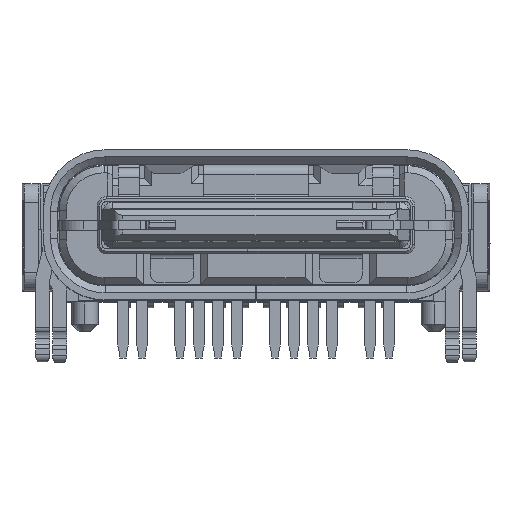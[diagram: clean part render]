
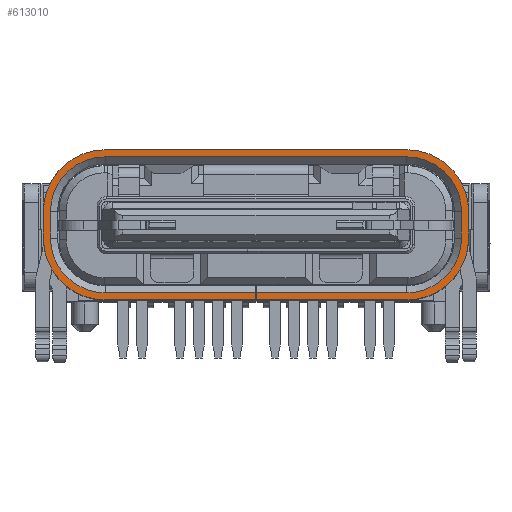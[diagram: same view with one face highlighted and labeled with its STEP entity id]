
A CAD part, top view. The second image highlights one B-rep face of the part: STEP entity #613010.
In plain terms, the highlighted face is planar.
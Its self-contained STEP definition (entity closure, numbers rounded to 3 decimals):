
#594100=CARTESIAN_POINT('',(-3.342,2.246,
-0.68));
#594110=VERTEX_POINT('',#594100);
#594140=CARTESIAN_POINT('',(3.008,2.246,
-0.68));
#594150=DIRECTION('',(-1.,0.,0.));
#594160=VECTOR('',#594150,6.35);
#594170=LINE('',#594140,#594160);
#594180=CARTESIAN_POINT('',(3.008,2.246,
-0.68));
#594190=VERTEX_POINT('',#594180);
#594200=EDGE_CURVE('',#594190,#594110,#594170,.T.);
#605410=CARTESIAN_POINT('',(-0.177,-0.914,
-0.68));
#605420=VERTEX_POINT('',#605410);
#605450=CARTESIAN_POINT('',(-0.177,-0.914,
-0.68));
#605460=DIRECTION('',(-1.,0.,0.));
#605470=VECTOR('',#605460,3.165);
#605480=LINE('',#605450,#605470);
#605490=CARTESIAN_POINT('',(-3.342,-0.914,
-0.68));
#605500=VERTEX_POINT('',#605490);
#605510=EDGE_CURVE('',#605420,#605500,#605480,.T.);
#607440=CARTESIAN_POINT('',(-0.177,-0.764,
-0.68));
#607450=VERTEX_POINT('',#607440);
#607480=CARTESIAN_POINT('',(-0.177,-7.624,
-0.68));
#607490=DIRECTION('',(0.,-1.,0.));
#607500=VECTOR('',#607490,1.);
#607510=LINE('',#607480,#607500);
#607520=EDGE_CURVE('',#607450,#605420,#607510,.T.);
#611380=CARTESIAN_POINT('',(3.008,-0.764,
-0.68));
#611390=VERTEX_POINT('',#611380);
#611420=CARTESIAN_POINT('',(3.008,0.386,
-0.68));
#611430=DIRECTION('',(0.,0.,-1.));
#611440=DIRECTION('',(1.,0.,0.));
#611450=AXIS2_PLACEMENT_3D('',#611420,#611430,#611440);
#611460=CIRCLE('',#611450,1.15);
#611470=CARTESIAN_POINT('',(4.158,0.386,
-0.68));
#611480=VERTEX_POINT('',#611470);
#611490=EDGE_CURVE('',#611480,#611390,#611460,.T.);
#611610=CARTESIAN_POINT('',(-0.167,0.666,
-0.68));
#611620=DIRECTION('',(0.,0.,-1.));
#611630=DIRECTION('',(1.,0.,0.));
#611640=AXIS2_PLACEMENT_3D('',#611610,#611620,#611630);
#611650=PLANE('',#611640);
#611660=CARTESIAN_POINT('',(3.008,0.386,
-0.68));
#611670=DIRECTION('',(0.,0.,1.));
#611680=DIRECTION('',(0.,-1.,0.));
#611690=AXIS2_PLACEMENT_3D('',#611660,#611670,#611680);
#611700=CIRCLE('',#611690,1.3);
#611710=CARTESIAN_POINT('',(3.008,-0.914,
-0.68));
#611720=VERTEX_POINT('',#611710);
#611730=CARTESIAN_POINT('',(4.308,0.386,
-0.68));
#611740=VERTEX_POINT('',#611730);
#611750=EDGE_CURVE('',#611720,#611740,#611700,.T.);
#611760=ORIENTED_EDGE('',*,*,#611750,.F.);
#611770=CARTESIAN_POINT('',(4.308,0.386,
-0.68));
#611780=DIRECTION('',(0.,1.,0.));
#611790=VECTOR('',#611780,0.56);
#611800=LINE('',#611770,#611790);
#611810=CARTESIAN_POINT('',(4.308,0.946,
-0.68));
#611820=VERTEX_POINT('',#611810);
#611830=EDGE_CURVE('',#611740,#611820,#611800,.T.);
#611840=ORIENTED_EDGE('',*,*,#611830,.F.);
#611850=CARTESIAN_POINT('',(3.008,0.946,
-0.68));
#611860=DIRECTION('',(0.,0.,1.));
#611870=DIRECTION('',(1.,0.,0.));
#611880=AXIS2_PLACEMENT_3D('',#611850,#611860,#611870);
#611890=CIRCLE('',#611880,1.3);
#611900=EDGE_CURVE('',#611820,#594190,#611890,.T.);
#611910=ORIENTED_EDGE('',*,*,#611900,.F.);
#611920=ORIENTED_EDGE('',*,*,#594200,.F.);
#611930=CARTESIAN_POINT('',(-3.342,0.946,
-0.68));
#611940=DIRECTION('',(0.,0.,1.));
#611950=DIRECTION('',(0.,1.,0.));
#611960=AXIS2_PLACEMENT_3D('',#611930,#611940,#611950);
#611970=CIRCLE('',#611960,1.3);
#611980=CARTESIAN_POINT('',(-4.642,0.946,
-0.68));
#611990=VERTEX_POINT('',#611980);
#612000=EDGE_CURVE('',#594110,#611990,#611970,.T.);
#612010=ORIENTED_EDGE('',*,*,#612000,.F.);
#612020=CARTESIAN_POINT('',(-4.642,0.386,
-0.68));
#612030=DIRECTION('',(0.,1.,0.));
#612040=VECTOR('',#612030,0.56);
#612050=LINE('',#612020,#612040);
#612060=CARTESIAN_POINT('',(-4.642,0.386,
-0.68));
#612070=VERTEX_POINT('',#612060);
#612080=EDGE_CURVE('',#612070,#611990,#612050,.T.);
#612090=ORIENTED_EDGE('',*,*,#612080,.T.);
#612100=CARTESIAN_POINT('',(-3.342,0.386,
-0.68));
#612110=DIRECTION('',(0.,0.,1.));
#612120=DIRECTION('',(-1.,0.,0.));
#612130=AXIS2_PLACEMENT_3D('',#612100,#612110,#612120);
#612140=CIRCLE('',#612130,1.3);
#612150=EDGE_CURVE('',#612070,#605500,#612140,.T.);
#612160=ORIENTED_EDGE('',*,*,#612150,.F.);
#612170=ORIENTED_EDGE('',*,*,#605510,.T.);
#612180=ORIENTED_EDGE('',*,*,#607520,.T.);
#612190=CARTESIAN_POINT('',(-3.342,-0.764,
-0.68));
#612200=DIRECTION('',(1.,0.,0.));
#612210=VECTOR('',#612200,3.165);
#612220=LINE('',#612190,#612210);
#612230=CARTESIAN_POINT('',(-3.342,-0.764,
-0.68));
#612240=VERTEX_POINT('',#612230);
#612250=EDGE_CURVE('',#612240,#607450,#612220,.T.);
#612260=ORIENTED_EDGE('',*,*,#612250,.T.);
#612270=CARTESIAN_POINT('',(-3.342,0.386,
-0.68));
#612280=DIRECTION('',(0.,0.,-1.));
#612290=DIRECTION('',(0.,-1.,0.));
#612300=AXIS2_PLACEMENT_3D('',#612270,#612280,#612290);
#612310=CIRCLE('',#612300,1.15);
#612320=CARTESIAN_POINT('',(-4.492,0.386,
-0.68));
#612330=VERTEX_POINT('',#612320);
#612340=EDGE_CURVE('',#612240,#612330,#612310,.T.);
#612350=ORIENTED_EDGE('',*,*,#612340,.F.);
#612360=CARTESIAN_POINT('',(-4.492,0.946,
-0.68));
#612370=DIRECTION('',(0.,-1.,0.));
#612380=VECTOR('',#612370,0.56);
#612390=LINE('',#612360,#612380);
#612400=CARTESIAN_POINT('',(-4.492,0.946,
-0.68));
#612410=VERTEX_POINT('',#612400);
#612420=EDGE_CURVE('',#612410,#612330,#612390,.T.);
#612430=ORIENTED_EDGE('',*,*,#612420,.T.);
#612440=CARTESIAN_POINT('',(-3.342,0.946,
-0.68));
#612450=DIRECTION('',(0.,0.,-1.));
#612460=DIRECTION('',(-1.,0.,0.));
#612470=AXIS2_PLACEMENT_3D('',#612440,#612450,#612460);
#612480=CIRCLE('',#612470,1.15);
#612490=CARTESIAN_POINT('',(-3.342,2.096,
-0.68));
#612500=VERTEX_POINT('',#612490);
#612510=EDGE_CURVE('',#612410,#612500,#612480,.T.);
#612520=ORIENTED_EDGE('',*,*,#612510,.F.);
#612530=CARTESIAN_POINT('',(3.008,2.096,
-0.68));
#612540=DIRECTION('',(-1.,0.,0.));
#612550=VECTOR('',#612540,6.35);
#612560=LINE('',#612530,#612550);
#612570=CARTESIAN_POINT('',(3.008,2.096,
-0.68));
#612580=VERTEX_POINT('',#612570);
#612590=EDGE_CURVE('',#612580,#612500,#612560,.T.);
#612600=ORIENTED_EDGE('',*,*,#612590,.T.);
#612610=CARTESIAN_POINT('',(3.008,0.946,
-0.68));
#612620=DIRECTION('',(0.,0.,-1.));
#612630=DIRECTION('',(0.,1.,0.));
#612640=AXIS2_PLACEMENT_3D('',#612610,#612620,#612630);
#612650=CIRCLE('',#612640,1.15);
#612660=CARTESIAN_POINT('',(4.158,0.946,
-0.68));
#612670=VERTEX_POINT('',#612660);
#612680=EDGE_CURVE('',#612580,#612670,#612650,.T.);
#612690=ORIENTED_EDGE('',*,*,#612680,.F.);
#612700=CARTESIAN_POINT('',(4.158,0.386,
-0.68));
#612710=DIRECTION('',(0.,1.,0.));
#612720=VECTOR('',#612710,0.56);
#612730=LINE('',#612700,#612720);
#612740=EDGE_CURVE('',#611480,#612670,#612730,.T.);
#612750=ORIENTED_EDGE('',*,*,#612740,.T.);
#612760=ORIENTED_EDGE('',*,*,#611490,.F.);
#612770=CARTESIAN_POINT('',(-0.157,-0.764,
-0.68));
#612780=DIRECTION('',(1.,0.,0.));
#612790=VECTOR('',#612780,3.165);
#612800=LINE('',#612770,#612790);
#612810=CARTESIAN_POINT('',(-0.157,-0.764,
-0.68));
#612820=VERTEX_POINT('',#612810);
#612830=EDGE_CURVE('',#612820,#611390,#612800,.T.);
#612840=ORIENTED_EDGE('',*,*,#612830,.T.);
#612850=CARTESIAN_POINT('',(-0.157,-7.624,
-0.68));
#612860=DIRECTION('',(0.,-1.,0.));
#612870=VECTOR('',#612860,1.);
#612880=LINE('',#612850,#612870);
#612890=CARTESIAN_POINT('',(-0.157,-0.914,
-0.68));
#612900=VERTEX_POINT('',#612890);
#612910=EDGE_CURVE('',#612820,#612900,#612880,.T.);
#612920=ORIENTED_EDGE('',*,*,#612910,.F.);
#612930=CARTESIAN_POINT('',(3.008,-0.914,
-0.68));
#612940=DIRECTION('',(-1.,0.,0.));
#612950=VECTOR('',#612940,3.165);
#612960=LINE('',#612930,#612950);
#612970=EDGE_CURVE('',#611720,#612900,#612960,.T.);
#612980=ORIENTED_EDGE('',*,*,#612970,.T.);
#612990=EDGE_LOOP('',(#612980,#612920,#612840,#612760,#612750,#612690,
#612600,#612520,#612430,#612350,#612260,#612180,#612170,#612160,#612090,
#612010,#611920,#611910,#611840,#611760));
#613000=FACE_OUTER_BOUND('',#612990,.T.);
#613010=ADVANCED_FACE('',(#613000),#611650,.T.);
